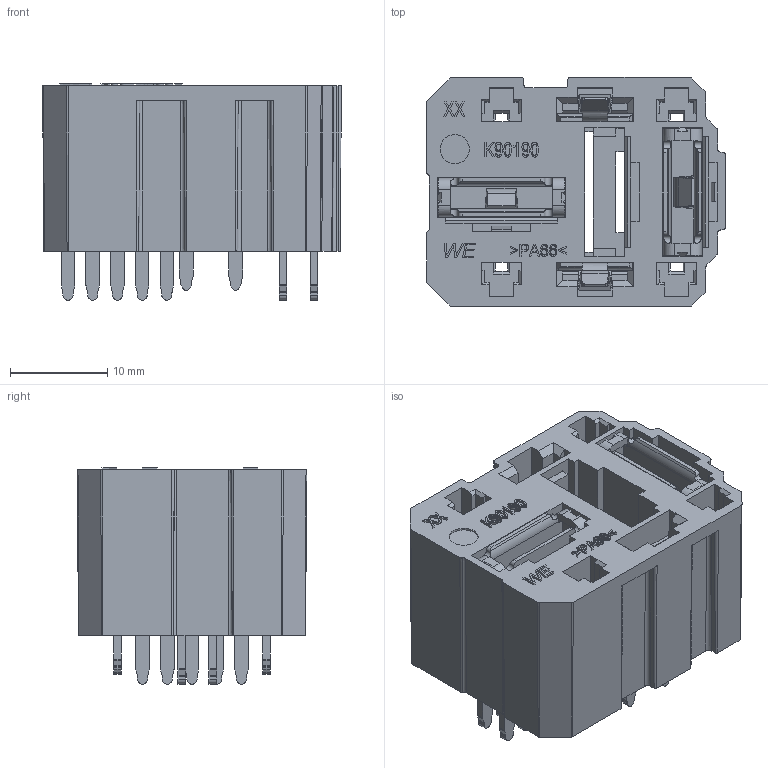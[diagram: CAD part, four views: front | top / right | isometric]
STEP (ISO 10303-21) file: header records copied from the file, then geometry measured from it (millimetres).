
FILE_DESCRIPTION (( 'STEP AP203' ), '1' );
FILE_NAME ('S90190-A05.STEP', '2025-03-13T07:59:00', ( '' ), ( '' ), 'SwSTEP 2.0', 'SolidWorks 2023', '' );
FILE_SCHEMA (( 'CONFIG_CONTROL_DESIGN' ));
Length unit declared in the file: millimetre
Products named in the file (4): K90190_57343; S90190-A05; K91167-F; K99362-C
Assembly tree (5 placements, depth 2):
  S90190-A05
    K90190_57343
    K99362-C  x2
    K91167-F  x2
Bounding box: 30.7 x 23.6 x 22.2 mm (x, y, z)
Volume: 5853.1 mm3; surface area: 11765.3 mm2
Topology: 5 solids, 5 shells, 1347 faces, 3906 edges, 2592 vertices
Faces by surface type: plane 837, cylinder 315, bspline 103, cone 92
Full cylindrical faces by diameter (mm): 3 x1
Entity records: 38443 total; most frequent: CARTESIAN_POINT 12076, ORIENTED_EDGE 5770, DIRECTION 4882, EDGE_CURVE 2885, LINE 2138, VECTOR 2138, VERTEX_POINT 1914, AXIS2_PLACEMENT_3D 1372
